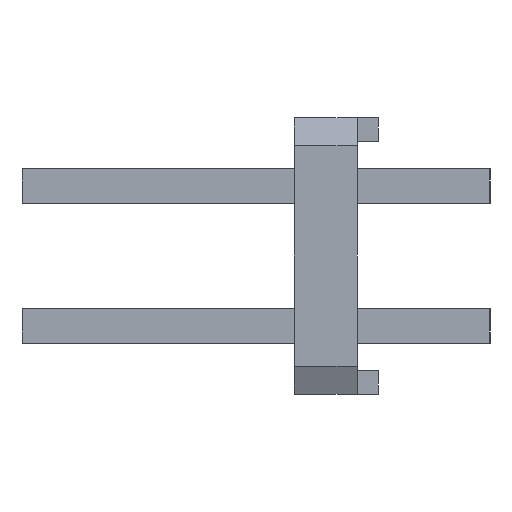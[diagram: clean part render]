
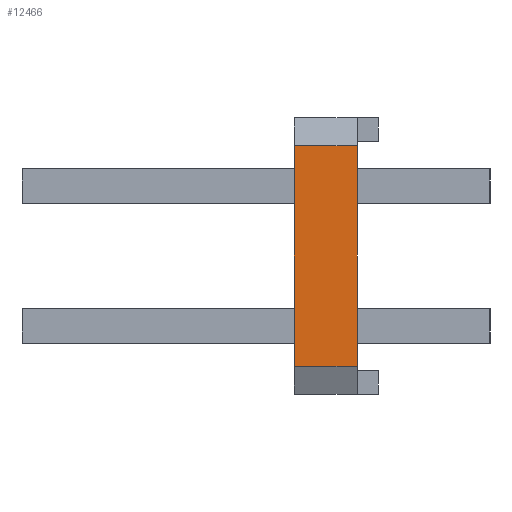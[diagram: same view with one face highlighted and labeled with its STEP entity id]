
A CAD part, left-side view. The second image highlights one B-rep face of the part: STEP entity #12466.
In plain terms, the highlighted planar face has unit normal (-1, 0, 0).
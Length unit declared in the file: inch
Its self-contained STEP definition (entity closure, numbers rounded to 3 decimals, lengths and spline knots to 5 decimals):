
#1867=ORIENTED_EDGE('',*,*,#4067,.F.);
#1868=ORIENTED_EDGE('',*,*,#4649,.F.);
#1869=ORIENTED_EDGE('',*,*,#3659,.F.);
#1870=ORIENTED_EDGE('',*,*,#4650,.T.);
#3659=EDGE_CURVE('',#5419,#5420,#6575,.T.);
#4067=EDGE_CURVE('',#5827,#5828,#6983,.T.);
#4649=EDGE_CURVE('',#5420,#5827,#7565,.T.);
#4650=EDGE_CURVE('',#5419,#5828,#7566,.T.);
#5419=VERTEX_POINT('',#16827);
#5420=VERTEX_POINT('',#16829);
#5827=VERTEX_POINT('',#17644);
#5828=VERTEX_POINT('',#17646);
#6575=LINE('',#16828,#8335);
#6983=LINE('',#17645,#8743);
#7565=LINE('',#18732,#9325);
#7566=LINE('',#18733,#9326);
#8335=VECTOR('',#13635,39.37008);
#8743=VECTOR('',#14045,39.37008);
#9325=VECTOR('',#15207,39.37008);
#9326=VECTOR('',#15208,39.37008);
#10330=EDGE_LOOP('',(#1867,#1868,#1869,#1870));
#11094=FACE_BOUND('',#10330,.T.);
#11806=PLANE('',#13152);
#12466=ADVANCED_FACE('',(#11094),#11806,.F.);
#13152=AXIS2_PLACEMENT_3D('',#18731,#15205,#15206);
#13635=DIRECTION('',(0.,0.,1.));
#14045=DIRECTION('',(0.,0.,-1.));
#15205=DIRECTION('',(1.,0.,0.));
#15206=DIRECTION('',(0.,0.,-1.));
#15207=DIRECTION('',(0.,-1.,0.));
#15208=DIRECTION('',(0.,-1.,0.));
#16827=CARTESIAN_POINT('',(-0.65,0.06,-0.079));
#16828=CARTESIAN_POINT('',(-0.65,0.06,-0.079));
#16829=CARTESIAN_POINT('',(-0.65,0.06,0.079));
#17644=CARTESIAN_POINT('',(-0.65,0.015,0.079));
#17645=CARTESIAN_POINT('',(-0.65,0.015,-0.079));
#17646=CARTESIAN_POINT('',(-0.65,0.015,-0.079));
#18731=CARTESIAN_POINT('',(-0.65,0.06,-0.079));
#18732=CARTESIAN_POINT('',(-0.65,0.06,0.079));
#18733=CARTESIAN_POINT('',(-0.65,0.06,-0.079));
